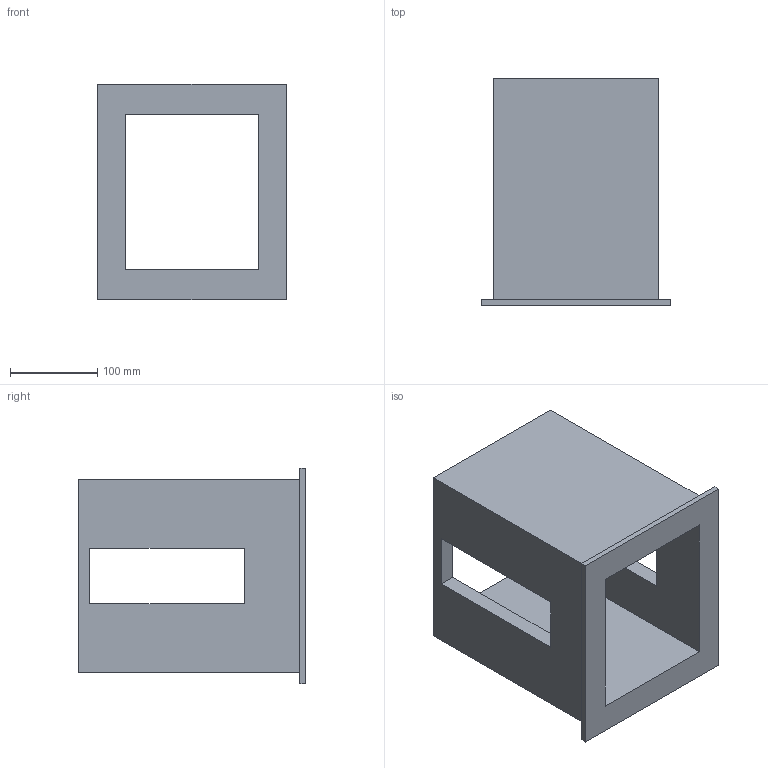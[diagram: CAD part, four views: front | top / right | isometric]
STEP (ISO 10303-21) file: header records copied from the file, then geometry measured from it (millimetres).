
FILE_DESCRIPTION((''),'2;1');
FILE_NAME('MAGNET_ASSEMBLY_6X7X10','2026-02-27T12:14:41',('joshh'),(''),'CREO PARAMETRIC BY PTC INC, 2025123','CREO PARAMETRIC BY PTC INC, 2025123','');
FILE_SCHEMA(('CONFIG_CONTROL_DESIGN'));
Length unit declared in the file: inch
Products named in the file (1): MAGNET_ASSEMBLY_6X7X10
Bounding box: 215.9 x 260.35 x 247.65 mm (x, y, z)
Volume: 3554682.9 mm3; surface area: 442260 mm2
Topology: 1 solids, 1 shells, 1823 faces, 5229 edges, 3486 vertices
Faces by surface type: plane 1823
Entity records: 58375 total; most frequent: CARTESIAN_POINT 10538, ORIENTED_EDGE 10458, DIRECTION 8875, VECTOR 5229, LINE 5229, EDGE_CURVE 5229, VERTEX_POINT 3486, EDGE_LOOP 1907
